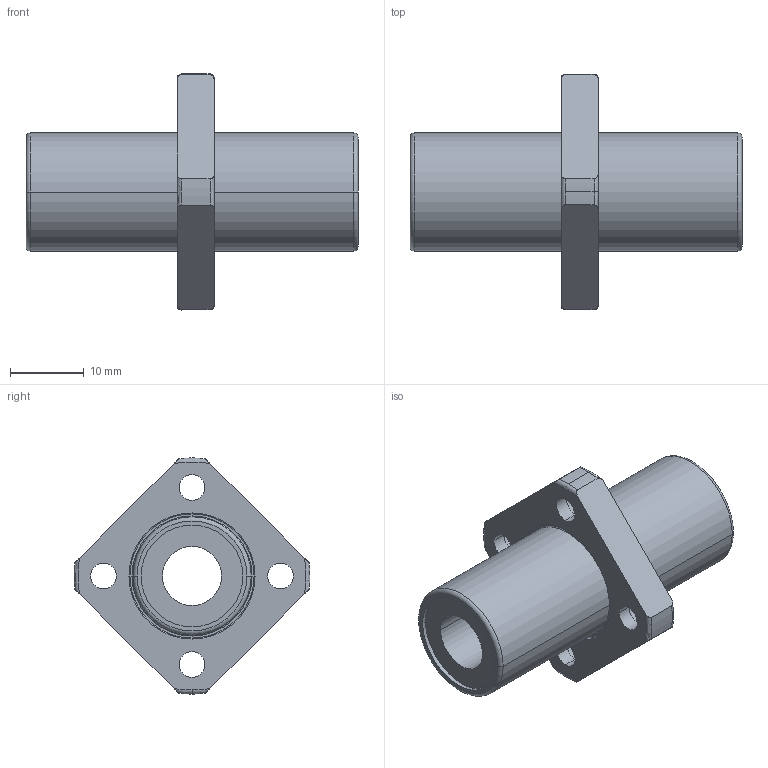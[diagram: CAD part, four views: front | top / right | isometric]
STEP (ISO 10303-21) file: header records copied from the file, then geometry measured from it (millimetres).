
FILE_DESCRIPTION (( 'STEP AP214' ), '1' );
FILE_NAME ('BallBearing_9682C42772.step', '2022-12-29T22:09:44', ( '' ), ( '' ), 'SwSTEP 2.0', 'SolidWorks 2019', '' );
FILE_SCHEMA (( 'AUTOMOTIVE_DESIGN' ));
Length unit declared in the file: inch
Products named in the file (3): BallBearing_9682C42772; qLozd9sLRS_CADModel_0
Assembly tree (1 placements, depth 2):
  BallBearing_9682C42772
    qLozd9sLRS_CADModel_0
  qLozd9sLRS_CADModel_0
Bounding box: 45 x 31.98 x 32 mm (x, y, z)
Volume: 8213.2 mm3; surface area: 5088.4 mm2
Topology: 1 solids, 1 shells, 73 faces, 174 edges, 113 vertices
Faces by surface type: cylinder 35, torus 22, plane 16
Entity records: 3321 total; most frequent: CARTESIAN_POINT 493, DIRECTION 425, ORIENTED_EDGE 348, AXIS2_PLACEMENT_3D 189, EDGE_CURVE 174, VERTEX_POINT 113, CIRCLE 111, EDGE_LOOP 93
